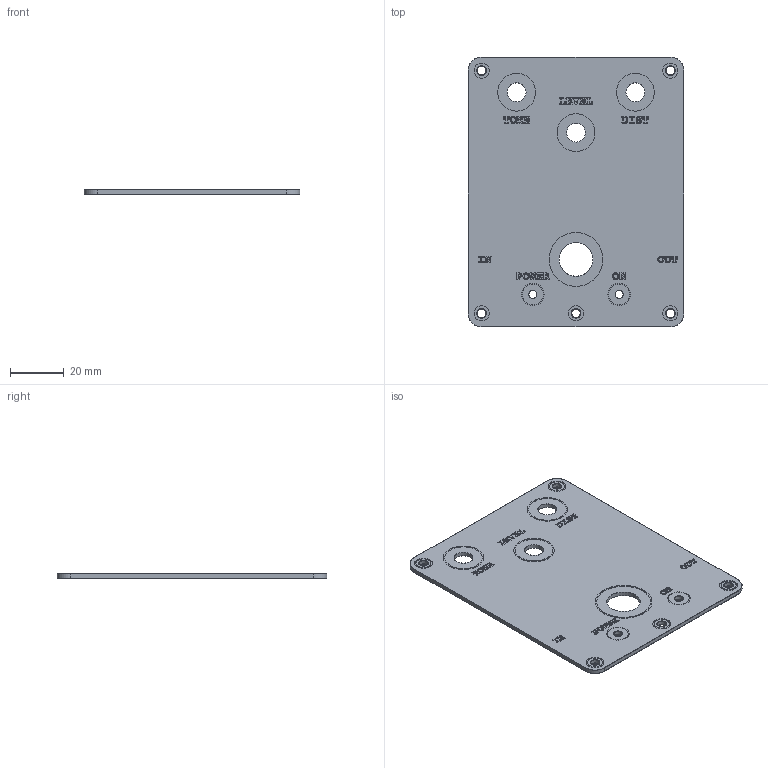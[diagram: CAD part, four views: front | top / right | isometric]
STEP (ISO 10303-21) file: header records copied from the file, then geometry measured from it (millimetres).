
FILE_DESCRIPTION(('KiCad electronic assembly'),'2;1');
FILE_NAME('boss_DS1_front_plate.step','2025-04-02T23:45:20',('Pcbnew'),( 'Kicad'),'Open CASCADE STEP processor 7.6','KiCad to STEP converter' ,'Unknown');
FILE_SCHEMA(('AUTOMOTIVE_DESIGN { 1 0 10303 214 1 1 1 1 }'));
Length unit declared in the file: millimetre
Products named in the file (6): boss_DS1_front_plate 1; boss_DS1_front_plate_copper; boss_DS1_front_plate_pad; boss_DS1_front_plate_silkscreen; boss_DS1_front_plate_soldermask; boss_DS1_front_plate_PCB
Assembly tree (5 placements, depth 2):
  boss_DS1_front_plate 1
    boss_DS1_front_plate_copper
    boss_DS1_front_plate_pad
    boss_DS1_front_plate_silkscreen
    boss_DS1_front_plate_soldermask
    boss_DS1_front_plate_PCB
Bounding box: 80 x 100 x 1.66 mm (x, y, z)
Volume: 12144.9 mm3; surface area: 61055.2 mm2
Topology: 48 solids, 92 shells, 521 faces, 2736 edges, 2355 vertices
Faces by surface type: plane 358, cylinder 163
Full cylindrical faces by diameter (mm): 3 x2, 3.15 x25, 3.2 x10, 3.509 x4, 3.6 x10, 5.6 x10, 6.609 x10, 6.95 x9, 7 x6, 12.45 x3, 12.5 x2, 14 x6, 15.011 x3, 20 x2, 21.011 x1
Entity records: 28372 total; most frequent: CARTESIAN_POINT 5618, DIRECTION 4411, ORIENTED_EDGE 3879, EDGE_CURVE 2736, VERTEX_POINT 2355, LINE 2115, VECTOR 2115, AXIS2_PLACEMENT_3D 1148
